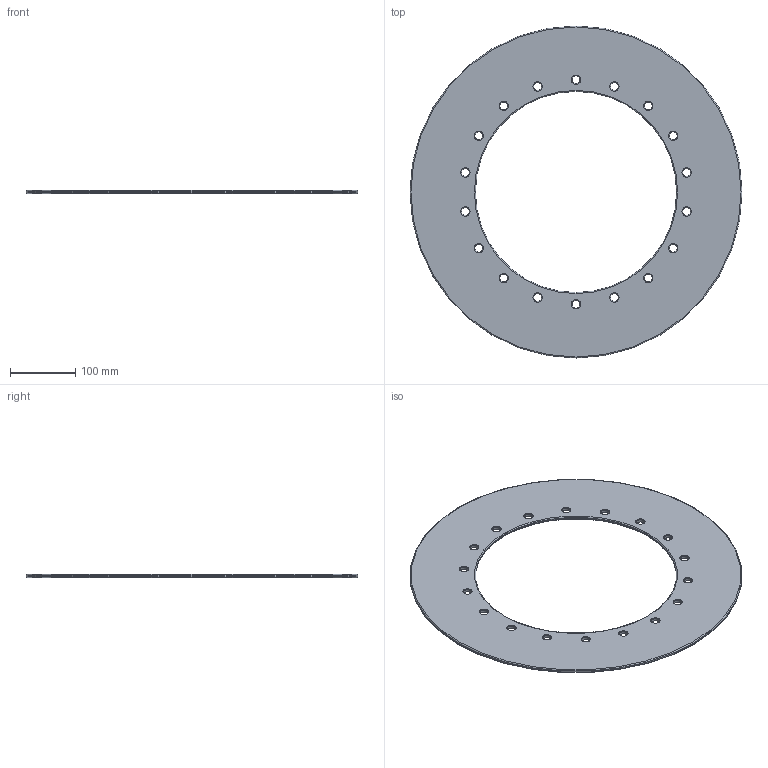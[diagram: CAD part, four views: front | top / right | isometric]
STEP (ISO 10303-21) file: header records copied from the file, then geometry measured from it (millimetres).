
FILE_DESCRIPTION(('FreeCAD Model'),'2;1');
FILE_NAME('Open CASCADE Shape Model','2024-08-01T06:50:00',(''),(''), 'Open CASCADE STEP processor 7.6','FreeCAD','Unknown');
FILE_SCHEMA(('AUTOMOTIVE_DESIGN { 1 0 10303 214 1 1 1 1 }'));
Length unit declared in the file: millimetre
Products named in the file (1): Body
Bounding box: 510 x 510 x 5 mm (x, y, z)
Volume: 633087.9 mm3; surface area: 266995.2 mm2
Topology: 1 solids, 1 shells, 44 faces, 104 edges, 62 vertices
Faces by surface type: cylinder 20, cone 18, torus 4, plane 2
Full cylindrical faces by diameter (mm): 12.2 x18, 309 x1, 510 x1
Entity records: 2848 total; most frequent: CARTESIAN_POINT 659, DIRECTION 428, ORIENTED_EDGE 208, PCURVE 208, DEFINITIONAL_REPRESENTATION 208, LINE 206, VECTOR 206, AXIS2_PLACEMENT_3D 111
